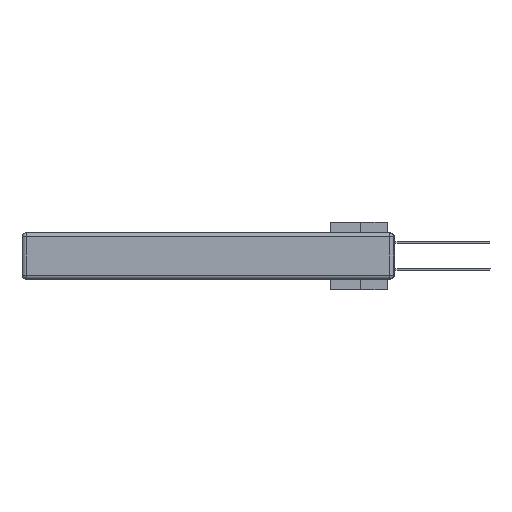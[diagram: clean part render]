
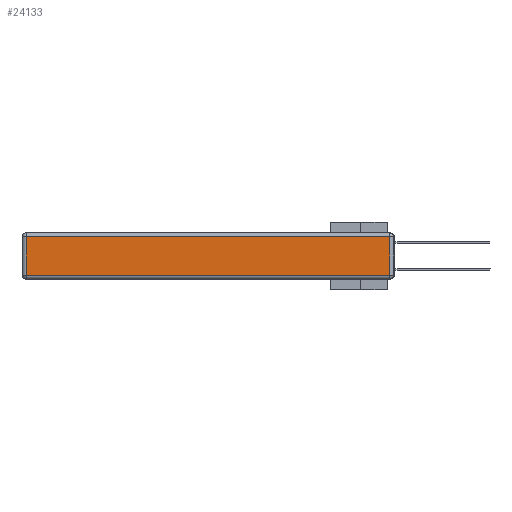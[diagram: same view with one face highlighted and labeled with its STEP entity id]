
A CAD part, left-side view. The second image highlights one B-rep face of the part: STEP entity #24133.
In plain terms, the highlighted planar face has unit normal (-1, 0, 0).
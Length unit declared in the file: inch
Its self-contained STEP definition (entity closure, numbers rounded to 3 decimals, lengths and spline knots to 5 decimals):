
#560 = DIRECTION ( 'NONE',  ( 0., 1., 0. ) ) ;
#1220 = CARTESIAN_POINT ( 'NONE',  ( 0., 2.75, -0.03 ) ) ;
#2205 = CARTESIAN_POINT ( 'NONE',  ( 0., 0., -0.343 ) ) ;
#2325 = EDGE_CURVE ( 'NONE', #27498, #24872, #23058, .T. ) ;
#6350 = VECTOR ( 'NONE', #26794, 39.37008 ) ;
#6733 = CARTESIAN_POINT ( 'NONE',  ( 0., 2.72, -0.343 ) ) ;
#6869 = VECTOR ( 'NONE', #6901, 39.37008 ) ;
#6901 = DIRECTION ( 'NONE',  ( 0., 0., -1. ) ) ;
#9563 = VECTOR ( 'NONE', #560, 39.37008 ) ;
#10473 = EDGE_CURVE ( 'NONE', #24872, #31907, #11832, .T. ) ;
#11832 = LINE ( 'NONE', #6733, #6869 ) ;
#12386 = EDGE_CURVE ( 'NONE', #25350, #27498, #21224, .T. ) ;
#12982 = CARTESIAN_POINT ( 'NONE',  ( 0., 0.03, -0.03 ) ) ;
#13115 = CARTESIAN_POINT ( 'NONE',  ( 0., 2.72, -0.313 ) ) ;
#14365 = DIRECTION ( 'NONE',  ( 0., -1., 0. ) ) ;
#16077 = ORIENTED_EDGE ( 'NONE', *, *, #29969, .T. ) ;
#17206 = VECTOR ( 'NONE', #14365, 39.37008 ) ;
#17506 = EDGE_LOOP ( 'NONE', ( #16077, #32220, #17988, #29775 ) ) ;
#17988 = ORIENTED_EDGE ( 'NONE', *, *, #2325, .T. ) ;
#18021 = AXIS2_PLACEMENT_3D ( 'NONE', #2205, #22738, #25362 ) ;
#19781 = CARTESIAN_POINT ( 'NONE',  ( 0., 0., -0.313 ) ) ;
#21224 = LINE ( 'NONE', #31243, #6350 ) ;
#22738 = DIRECTION ( 'NONE',  ( -1., 0., 0. ) ) ;
#23058 = LINE ( 'NONE', #1220, #9563 ) ;
#24133 = ADVANCED_FACE ( 'NONE', ( #27335 ), #32419, .T. ) ;
#24872 = VERTEX_POINT ( 'NONE', #27386 ) ;
#25350 = VERTEX_POINT ( 'NONE', #27513 ) ;
#25362 = DIRECTION ( 'NONE',  ( 0., 0., 1. ) ) ;
#26694 = LINE ( 'NONE', #19781, #17206 ) ;
#26794 = DIRECTION ( 'NONE',  ( 0., 0., 1. ) ) ;
#27335 = FACE_OUTER_BOUND ( 'NONE', #17506, .T. ) ;
#27386 = CARTESIAN_POINT ( 'NONE',  ( 0., 2.72, -0.03 ) ) ;
#27498 = VERTEX_POINT ( 'NONE', #12982 ) ;
#27513 = CARTESIAN_POINT ( 'NONE',  ( 0., 0.03, -0.313 ) ) ;
#29775 = ORIENTED_EDGE ( 'NONE', *, *, #10473, .T. ) ;
#29969 = EDGE_CURVE ( 'NONE', #31907, #25350, #26694, .T. ) ;
#31243 = CARTESIAN_POINT ( 'NONE',  ( 0., 0.03, -0.343 ) ) ;
#31907 = VERTEX_POINT ( 'NONE', #13115 ) ;
#32220 = ORIENTED_EDGE ( 'NONE', *, *, #12386, .T. ) ;
#32419 = PLANE ( 'NONE',  #18021 ) ;
